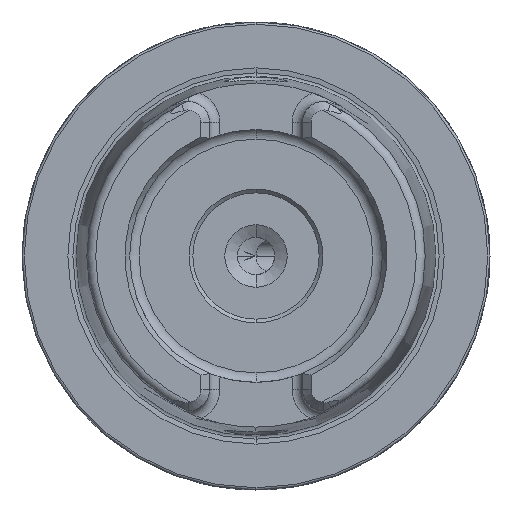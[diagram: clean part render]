
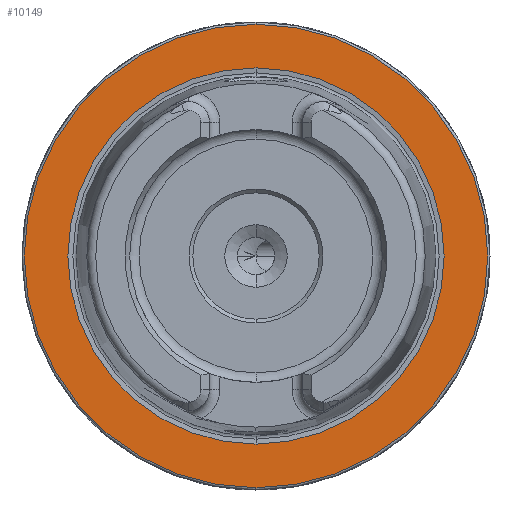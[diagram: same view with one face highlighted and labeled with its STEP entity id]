
A CAD part, left-side view. The second image highlights one B-rep face of the part: STEP entity #10149.
In plain terms, the highlighted planar face has unit normal (-1, 0, 0).
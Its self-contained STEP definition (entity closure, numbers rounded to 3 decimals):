
#151 = FACE_OUTER_BOUND ( 'NONE', #2358, .T. ) ;
#749 = ORIENTED_EDGE ( 'NONE', *, *, #4430, .T. ) ;
#1318 = DIRECTION ( 'NONE',  ( 1., 0., 0. ) ) ;
#1579 = VERTEX_POINT ( 'NONE', #12294 ) ;
#1874 = ORIENTED_EDGE ( 'NONE', *, *, #4370, .F. ) ;
#2006 = CARTESIAN_POINT ( 'NONE',  ( 0., 0., 0. ) ) ;
#2358 = EDGE_LOOP ( 'NONE', ( #749, #12738 ) ) ;
#3359 = DIRECTION ( 'NONE',  ( 0., 0., 1. ) ) ;
#3948 = CARTESIAN_POINT ( 'NONE',  ( 0., 31.2, 0. ) ) ;
#4005 = CARTESIAN_POINT ( 'NONE',  ( 0., 0., 0. ) ) ;
#4370 = EDGE_CURVE ( 'NONE', #9188, #12481, #11570, .T. ) ;
#4430 = EDGE_CURVE ( 'NONE', #6075, #1579, #11171, .T. ) ;
#4459 = AXIS2_PLACEMENT_3D ( 'NONE', #2006, #11307, #3359 ) ;
#4990 = CIRCLE ( 'NONE', #16776, 31.2 ) ;
#5324 = DIRECTION ( 'NONE',  ( 0., 0., 1. ) ) ;
#6075 = VERTEX_POINT ( 'NONE', #11264 ) ;
#6556 = ORIENTED_EDGE ( 'NONE', *, *, #15201, .F. ) ;
#7143 = AXIS2_PLACEMENT_3D ( 'NONE', #7413, #16771, #8764 ) ;
#7413 = CARTESIAN_POINT ( 'NONE',  ( 0., 0., 0. ) ) ;
#7709 = DIRECTION ( 'NONE',  ( -1., 0., 0. ) ) ;
#8764 = DIRECTION ( 'NONE',  ( 0., 0., 1. ) ) ;
#9188 = VERTEX_POINT ( 'NONE', #11164 ) ;
#10149 = ADVANCED_FACE ( 'NONE', ( #10760, #151 ), #17305, .F. ) ;
#10469 = AXIS2_PLACEMENT_3D ( 'NONE', #15712, #7709, #17075 ) ;
#10617 = DIRECTION ( 'NONE',  ( 0., 0., -1. ) ) ;
#10760 = FACE_BOUND ( 'NONE', #12180, .T. ) ;
#11164 = CARTESIAN_POINT ( 'NONE',  ( 0., 0., -25.324 ) ) ;
#11171 = CIRCLE ( 'NONE', #7143, 31.2 ) ;
#11264 = CARTESIAN_POINT ( 'NONE',  ( 0., 0., 31.2 ) ) ;
#11307 = DIRECTION ( 'NONE',  ( -1., 0., 0. ) ) ;
#11570 = CIRCLE ( 'NONE', #4459, 25.324 ) ;
#11870 = AXIS2_PLACEMENT_3D ( 'NONE', #3948, #1318, #10617 ) ;
#12180 = EDGE_LOOP ( 'NONE', ( #6556, #1874 ) ) ;
#12294 = CARTESIAN_POINT ( 'NONE',  ( 0., 0., -31.2 ) ) ;
#12481 = VERTEX_POINT ( 'NONE', #12585 ) ;
#12585 = CARTESIAN_POINT ( 'NONE',  ( 0., 0., 25.324 ) ) ;
#12738 = ORIENTED_EDGE ( 'NONE', *, *, #15298, .T. ) ;
#13332 = DIRECTION ( 'NONE',  ( -1., 0., 0. ) ) ;
#15201 = EDGE_CURVE ( 'NONE', #12481, #9188, #16525, .T. ) ;
#15298 = EDGE_CURVE ( 'NONE', #1579, #6075, #4990, .T. ) ;
#15712 = CARTESIAN_POINT ( 'NONE',  ( 0., 0., 0. ) ) ;
#16525 = CIRCLE ( 'NONE', #10469, 25.324 ) ;
#16771 = DIRECTION ( 'NONE',  ( -1., 0., 0. ) ) ;
#16776 = AXIS2_PLACEMENT_3D ( 'NONE', #4005, #13332, #5324 ) ;
#17075 = DIRECTION ( 'NONE',  ( 0., 0., 1. ) ) ;
#17305 = PLANE ( 'NONE',  #11870 ) ;
